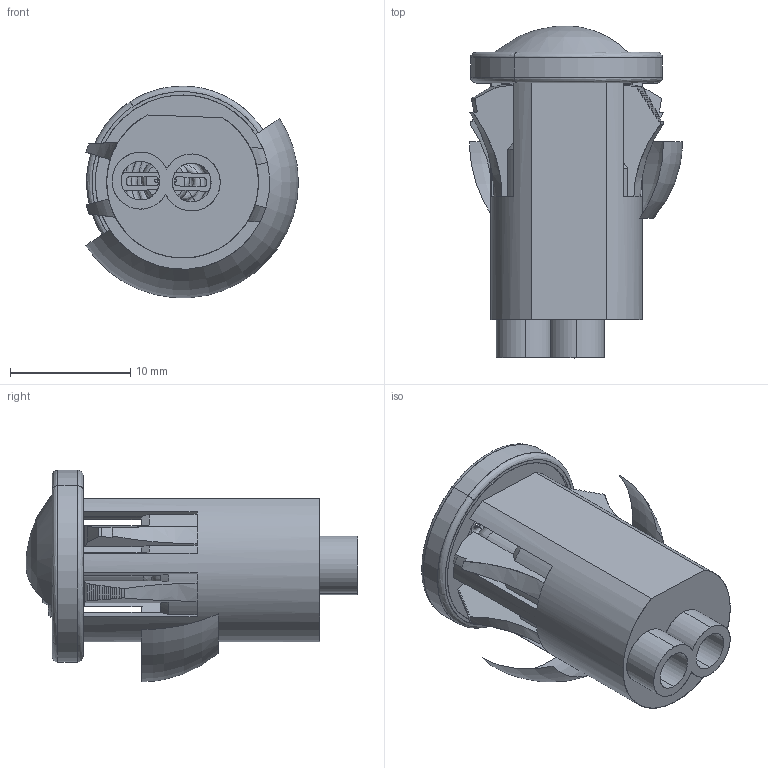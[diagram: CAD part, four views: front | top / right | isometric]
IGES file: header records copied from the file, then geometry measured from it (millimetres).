
Start section: SolidWorks IGES file using analytic representation for surfaces
Global section: file name: STEP;1090D.IGS; native system: SolidWorks 2016; preprocessor: SolidWorks 2016; author: mvancourt; date: 161115.143728; units: inch
Bounding box: 17.73 x 27.66 x 17.62 mm (x, y, z)
Surface area: 3727.9 mm2 (no closed solid volume)
Topology: 0 solids, 0 shells, 259 faces, 2378 edges, 2372 vertices
Faces by surface type: bspline 139, revolution 120
